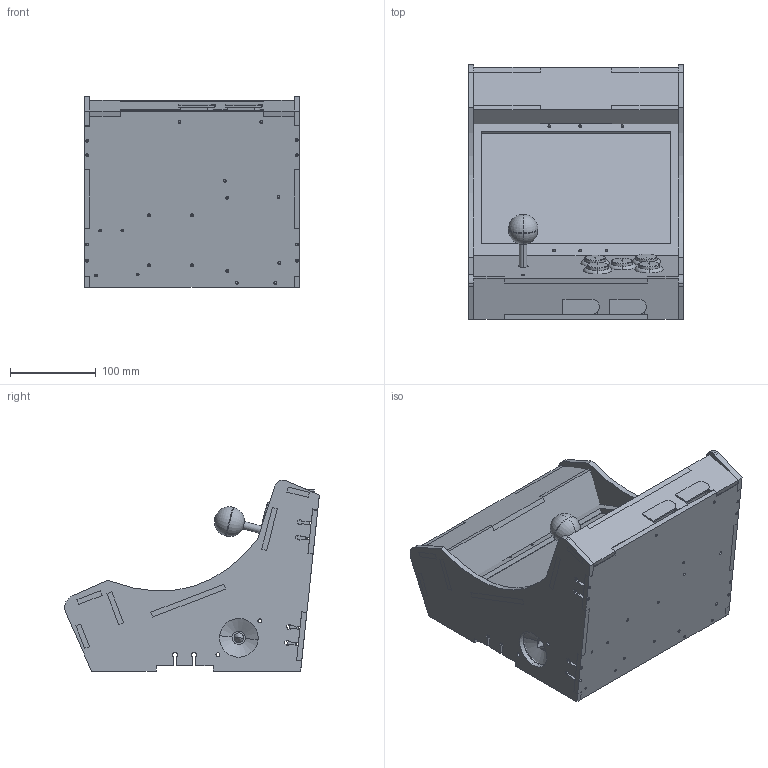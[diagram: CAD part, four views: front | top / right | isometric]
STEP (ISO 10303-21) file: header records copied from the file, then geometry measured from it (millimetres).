
FILE_DESCRIPTION (( 'STEP AP203' ), '1' );
FILE_NAME ('Arcade_cabinet_6mm_AP203.STEP', '2023-07-28T11:36:50', ( 'Windows User' ), ( '' ), 'SwSTEP 2.0', 'SolidWorks 2021', '' );
FILE_SCHEMA (( 'CONFIG_CONTROL_DESIGN' ));
Length unit declared in the file: millimetre
Products named in the file (19): Front_Lower_6mm; LCD Panel; Screen_Front_6mm; Speaker; Base_6mm; Raspi3B; Button_30mm; Headboard_6mm; Head_Under_6mm; Uzebox; Screen_Bracket_6mm; Control_Blank_6mm; Joystick; Top_Back_6mm; Side_6mm; Keypad; Driver board; Arduino_Leonardo; Arcade_cabinet_6mm_AP203
Assembly tree (24 placements, depth 2):
  Arcade_cabinet_6mm_AP203
    Base_6mm
    Control_Blank_6mm
    Front_Lower_6mm
    Head_Under_6mm
    Headboard_6mm
    Screen_Front_6mm
    Side_6mm  x2
    Top_Back_6mm
    LCD Panel
    Screen_Bracket_6mm
    Uzebox
    Raspi3B
    Driver board
    Keypad
    Arduino_Leonardo
    Button_30mm  x5
    Joystick
    Speaker  x2
Bounding box: 250 x 296.31 x 222.94 mm (x, y, z)
Volume: 1705254.2 mm3; surface area: 673219.4 mm2
Topology: 24 solids, 24 shells, 1223 faces, 3308 edges, 2184 vertices
Faces by surface type: plane 769, cylinder 404, torus 26, cone 22, bspline 2
Entity records: 32343 total; most frequent: CARTESIAN_POINT 5250, DIRECTION 5150, ORIENTED_EDGE 5140, EDGE_CURVE 2570, VECTOR 1930, LINE 1930, VERTEX_POINT 1698, AXIS2_PLACEMENT_3D 1610
